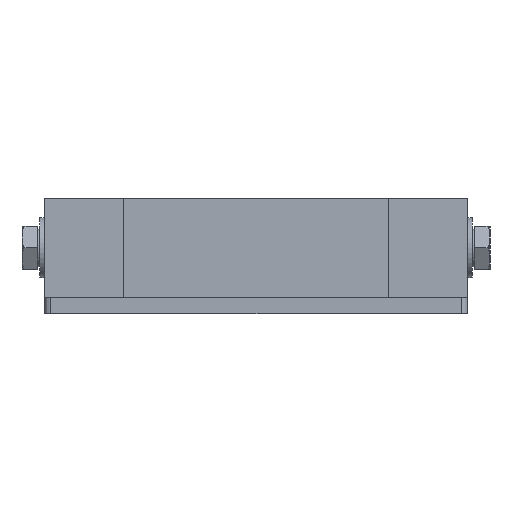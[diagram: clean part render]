
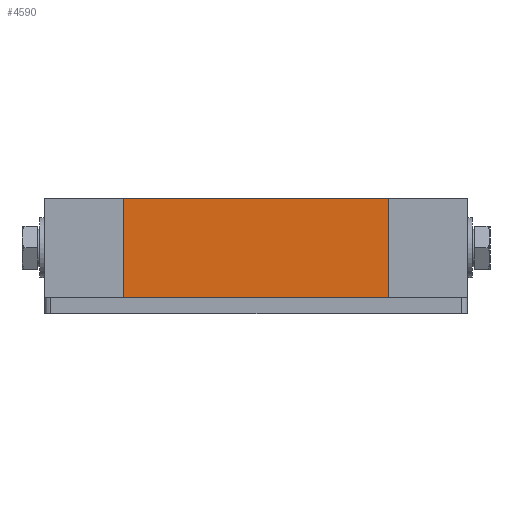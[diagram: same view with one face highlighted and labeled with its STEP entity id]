
A CAD part, left-side view. The second image highlights one B-rep face of the part: STEP entity #4590.
In plain terms, the highlighted planar face has unit normal (-1, 0, 0).
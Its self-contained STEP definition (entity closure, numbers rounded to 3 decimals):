
#446=FACE_OUTER_BOUND('',#726,.T.);
#726=EDGE_LOOP('',(#3717,#3718,#3719,#3720));
#1254=LINE('',#7534,#1696);
#1255=LINE('',#7537,#1697);
#1256=LINE('',#7539,#1698);
#1257=LINE('',#7540,#1699);
#1696=VECTOR('',#5616,10.);
#1697=VECTOR('',#5619,10.);
#1698=VECTOR('',#5620,10.);
#1699=VECTOR('',#5621,10.);
#2089=VERTEX_POINT('',#7530);
#2090=VERTEX_POINT('',#7532);
#2091=VERTEX_POINT('',#7536);
#2092=VERTEX_POINT('',#7538);
#2660=EDGE_CURVE('',#2089,#2090,#1254,.T.);
#2661=EDGE_CURVE('',#2089,#2091,#1255,.T.);
#2662=EDGE_CURVE('',#2092,#2090,#1256,.T.);
#2663=EDGE_CURVE('',#2091,#2092,#1257,.T.);
#3717=ORIENTED_EDGE('',*,*,#2661,.F.);
#3718=ORIENTED_EDGE('',*,*,#2660,.T.);
#3719=ORIENTED_EDGE('',*,*,#2662,.F.);
#3720=ORIENTED_EDGE('',*,*,#2663,.F.);
#4331=PLANE('',#4852);
#4590=ADVANCED_FACE('',(#446),#4331,.T.);
#4852=AXIS2_PLACEMENT_3D('',#7535,#5617,#5618);
#5616=DIRECTION('',(0.,0.,-1.));
#5617=DIRECTION('center_axis',(-1.,0.,0.));
#5618=DIRECTION('ref_axis',(0.,1.,0.));
#5619=DIRECTION('',(0.,-1.,0.));
#5620=DIRECTION('',(0.,1.,0.));
#5621=DIRECTION('',(0.,0.,-1.));
#7530=CARTESIAN_POINT('',(-120.,51.,0.));
#7532=CARTESIAN_POINT('',(-120.,51.,-30.));
#7534=CARTESIAN_POINT('',(-120.,51.,0.));
#7535=CARTESIAN_POINT('Origin',(-120.,-51.,0.));
#7536=CARTESIAN_POINT('',(-120.,-51.,0.));
#7537=CARTESIAN_POINT('',(-120.,51.,0.));
#7538=CARTESIAN_POINT('',(-120.,-51.,-30.));
#7539=CARTESIAN_POINT('',(-120.,51.,-30.));
#7540=CARTESIAN_POINT('',(-120.,-51.,0.));
